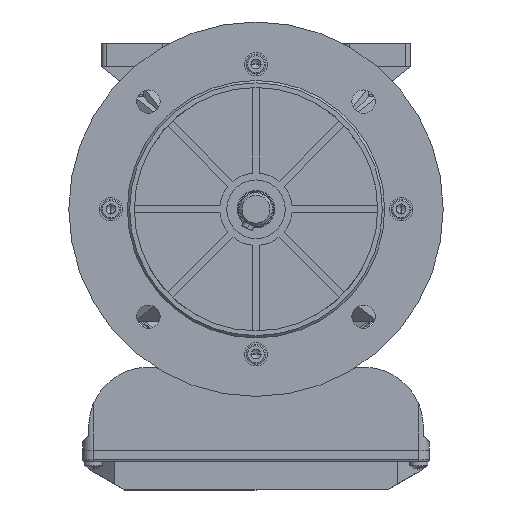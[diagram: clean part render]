
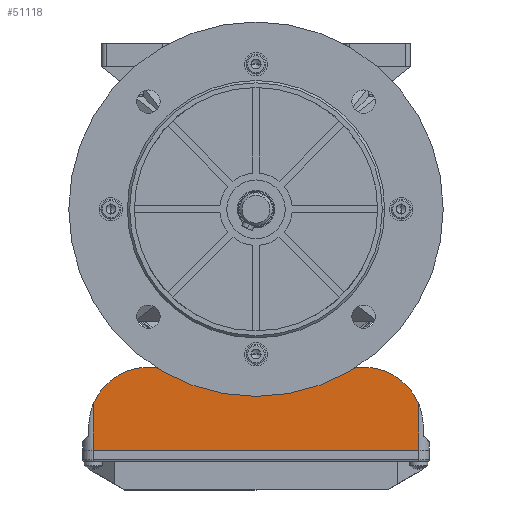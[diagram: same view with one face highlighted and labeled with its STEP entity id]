
A CAD part, front view. The second image highlights one B-rep face of the part: STEP entity #51118.
In plain terms, the highlighted face is planar.
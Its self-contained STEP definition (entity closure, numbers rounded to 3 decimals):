
#50984 = EDGE_LOOP ( 'NONE', ( #50985, #50992, #50997, #51094, #51100, #51103, #51106, #51109 ) ) ;
#50985 = ORIENTED_EDGE ( 'NONE', *, *, #50986, .F. ) ;
#50986 = EDGE_CURVE ( 'NONE', #50988, #50989, #95896, .T. ) ;
#50988 = VERTEX_POINT ( 'NONE', #95892 ) ;
#50989 = VERTEX_POINT ( 'NONE', #95891 ) ;
#50992 = ORIENTED_EDGE ( 'NONE', *, *, #50994, .T. ) ;
#50994 = EDGE_CURVE ( 'NONE', #50988, #50996, #95890, .T. ) ;
#50996 = VERTEX_POINT ( 'NONE', #95886 ) ;
#50997 = ORIENTED_EDGE ( 'NONE', *, *, #51092, .T. ) ;
#50998 = VERTEX_POINT ( 'NONE', #95885 ) ;
#51072 = EDGE_CURVE ( 'NONE', #51108, #50989, #95929, .T. ) ;
#51092 = EDGE_CURVE ( 'NONE', #50996, #50998, #95984, .T. ) ;
#51094 = ORIENTED_EDGE ( 'NONE', *, *, #51096, .F. ) ;
#51096 = EDGE_CURVE ( 'NONE', #51098, #50998, #95976, .T. ) ;
#51098 = VERTEX_POINT ( 'NONE', #96029 ) ;
#51100 = ORIENTED_EDGE ( 'NONE', *, *, #51101, .T. ) ;
#51101 = EDGE_CURVE ( 'NONE', #51098, #51102, #96028, .T. ) ;
#51102 = VERTEX_POINT ( 'NONE', #96024 ) ;
#51103 = ORIENTED_EDGE ( 'NONE', *, *, #51104, .T. ) ;
#51104 = EDGE_CURVE ( 'NONE', #51102, #51105, #96023, .T. ) ;
#51105 = VERTEX_POINT ( 'NONE', #96019 ) ;
#51106 = ORIENTED_EDGE ( 'NONE', *, *, #51107, .T. ) ;
#51107 = EDGE_CURVE ( 'NONE', #51105, #51108, #96018, .T. ) ;
#51108 = VERTEX_POINT ( 'NONE', #96013 ) ;
#51109 = ORIENTED_EDGE ( 'NONE', *, *, #51072, .T. ) ;
#51118 = ADVANCED_FACE ( 'NONE', ( #96001 ), #96000, .T. ) ;
#95885 = CARTESIAN_POINT ( 'NONE',  ( -22.353, -14.36, 104. ) ) ;
#95886 = CARTESIAN_POINT ( 'NONE',  ( -56.353, -1.022, 104. ) ) ;
#95887 = DIRECTION ( 'NONE',  ( 0., -1., 0. ) ) ;
#95888 = VECTOR ( 'NONE', #95887, 1000. ) ;
#95889 = CARTESIAN_POINT ( 'NONE',  ( -56.353, 15.104, 104. ) ) ;
#95890 = LINE ( 'NONE', #95889, #95888 ) ;
#95891 = CARTESIAN_POINT ( 'NONE',  ( 82.647, 18.878, 104. ) ) ;
#95892 = CARTESIAN_POINT ( 'NONE',  ( -56.353, 18.878, 104. ) ) ;
#95893 = DIRECTION ( 'NONE',  ( 1., 0., 0. ) ) ;
#95894 = VECTOR ( 'NONE', #95893, 1000. ) ;
#95895 = CARTESIAN_POINT ( 'NONE',  ( -127.692, 18.878, 104. ) ) ;
#95896 = LINE ( 'NONE', #95895, #95894 ) ;
#95929 = LINE ( 'NONE', #95973, #95972 ) ;
#95963 = DIRECTION ( 'NONE',  ( 0., 1., 0. ) ) ;
#95972 = VECTOR ( 'NONE', #95963, 1000. ) ;
#95973 = CARTESIAN_POINT ( 'NONE',  ( 82.647, 18.878, 104. ) ) ;
#95974 = VECTOR ( 'NONE', #96030, 1000. ) ;
#95975 = CARTESIAN_POINT ( 'NONE',  ( -22.353, -13.122, 104. ) ) ;
#95976 = LINE ( 'NONE', #95975, #95974 ) ;
#95977 = DIRECTION ( 'NONE',  ( 1., 0., 0. ) ) ;
#95978 = DIRECTION ( 'NONE',  ( 0., 0., 1. ) ) ;
#95979 = CARTESIAN_POINT ( 'NONE',  ( -32.853, 8.878, 104. ) ) ;
#95980 = AXIS2_PLACEMENT_3D ( 'NONE', #95979, #95978, #95977 ) ;
#95984 = CIRCLE ( 'NONE', #95980, 25.5 ) ;
#95999 = CARTESIAN_POINT ( 'NONE',  ( -32.853, 8.878, 104. ) ) ;
#96000 = PLANE ( 'NONE',  #96049 ) ;
#96001 = FACE_OUTER_BOUND ( 'NONE', #50984, .T. ) ;
#96013 = CARTESIAN_POINT ( 'NONE',  ( 82.647, -1.022, 104. ) ) ;
#96014 = DIRECTION ( 'NONE',  ( -1., 0., 0. ) ) ;
#96015 = DIRECTION ( 'NONE',  ( 0., 0., 1. ) ) ;
#96016 = CARTESIAN_POINT ( 'NONE',  ( 59.147, 8.878, 104. ) ) ;
#96017 = AXIS2_PLACEMENT_3D ( 'NONE', #96016, #96015, #96014 ) ;
#96018 = CIRCLE ( 'NONE', #96017, 25.5 ) ;
#96019 = CARTESIAN_POINT ( 'NONE',  ( 48.647, -14.36, 104. ) ) ;
#96020 = DIRECTION ( 'NONE',  ( 0., -1., 0. ) ) ;
#96021 = VECTOR ( 'NONE', #96020, 1000. ) ;
#96022 = CARTESIAN_POINT ( 'NONE',  ( 48.647, -13.122, 104. ) ) ;
#96023 = LINE ( 'NONE', #96022, #96021 ) ;
#96024 = CARTESIAN_POINT ( 'NONE',  ( 48.647, -13.122, 104. ) ) ;
#96025 = DIRECTION ( 'NONE',  ( 1., 0., 0. ) ) ;
#96026 = VECTOR ( 'NONE', #96025, 1000. ) ;
#96027 = CARTESIAN_POINT ( 'NONE',  ( 13.147, -13.122, 104. ) ) ;
#96028 = LINE ( 'NONE', #96027, #96026 ) ;
#96029 = CARTESIAN_POINT ( 'NONE',  ( -22.353, -13.122, 104. ) ) ;
#96030 = DIRECTION ( 'NONE',  ( 0., -1., 0. ) ) ;
#96047 = DIRECTION ( 'NONE',  ( 1., 0., 0. ) ) ;
#96048 = DIRECTION ( 'NONE',  ( 0., 0., 1. ) ) ;
#96049 = AXIS2_PLACEMENT_3D ( 'NONE', #95999, #96048, #96047 ) ;
